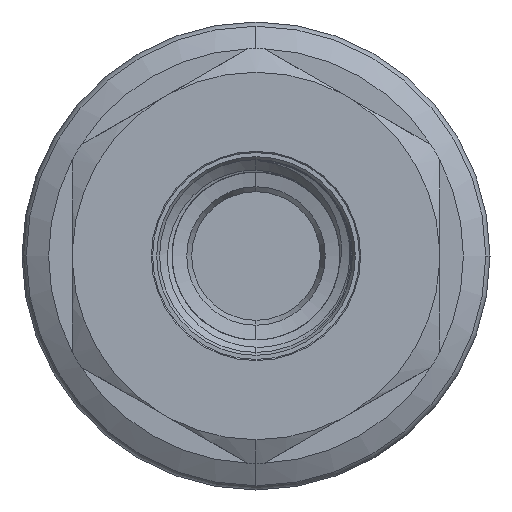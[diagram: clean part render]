
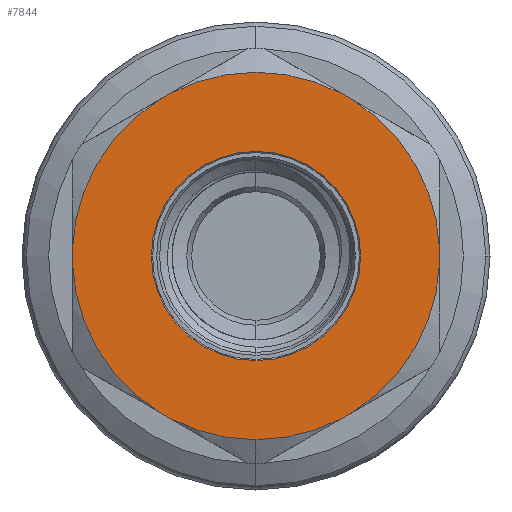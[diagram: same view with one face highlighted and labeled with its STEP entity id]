
A CAD part, left-side view. The second image highlights one B-rep face of the part: STEP entity #7844.
In plain terms, the highlighted planar face has unit normal (-1, 0, 0).
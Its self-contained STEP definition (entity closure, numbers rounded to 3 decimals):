
#1 = DIRECTION ( 'NONE',  ( -1., 0., 0. ) ) ;
#4 = DIRECTION ( 'NONE',  ( 0., 0., 1. ) ) ;
#1876 = DIRECTION ( 'NONE',  ( 0., 0., 1. ) ) ;
#1877 = DIRECTION ( 'NONE',  ( -1., 0., 0. ) ) ;
#2754 = CARTESIAN_POINT ( 'NONE',  ( 0., 0., 0. ) ) ;
#2867 = CARTESIAN_POINT ( 'NONE',  ( 0., 0., 0. ) ) ;
#2870 = PLANE ( 'NONE',  #9788 ) ;
#2872 = DIRECTION ( 'NONE',  ( 1., 0., 0. ) ) ;
#2873 = DIRECTION ( 'NONE',  ( 0., 0., -1. ) ) ;
#3363 = DIRECTION ( 'NONE',  ( -1., 0., 0. ) ) ;
#3367 = CARTESIAN_POINT ( 'NONE',  ( 0., 15.85, -9.151 ) ) ;
#3377 = CARTESIAN_POINT ( 'NONE',  ( 0., 0., 0. ) ) ;
#3379 = CARTESIAN_POINT ( 'NONE',  ( 0., -15.85, -9.151 ) ) ;
#3381 = DIRECTION ( 'NONE',  ( 0., -0.866, -0.5 ) ) ;
#3408 = CARTESIAN_POINT ( 'NONE',  ( 0., 0., 0. ) ) ;
#3409 = DIRECTION ( 'NONE',  ( -1., 0., 0. ) ) ;
#3410 = DIRECTION ( 'NONE',  ( 0., 0., 1. ) ) ;
#3502 = CARTESIAN_POINT ( 'NONE',  ( 0., 0., -18.302 ) ) ;
#3520 = DIRECTION ( 'NONE',  ( 0., 0., 1. ) ) ;
#3537 = DIRECTION ( 'NONE',  ( 0., 0., 1. ) ) ;
#3642 = EDGE_LOOP ( 'NONE', ( #7736, #7737, #7738, #7739, #7740, #7741, #7742, #7743, #7744, #7745, #7746, #7747, #7748 ) ) ;
#3757 = EDGE_LOOP ( 'NONE', ( #7749, #7750 ) ) ;
#3876 = FACE_OUTER_BOUND ( 'NONE', #3642, .T. ) ;
#3886 = FACE_BOUND ( 'NONE', #3757, .T. ) ;
#4193 = AXIS2_PLACEMENT_3D ( 'NONE', #2754, #1877, #1876 ) ;
#4753 = CIRCLE ( 'NONE', #9689, 15.86 ) ;
#4840 = CIRCLE ( 'NONE', #9725, 15.86 ) ;
#4869 = CIRCLE ( 'NONE', #9742, 15.86 ) ;
#4870 = LINE ( 'NONE', #3367, #4872 ) ;
#4871 = CIRCLE ( 'NONE', #9743, 15.86 ) ;
#4872 = VECTOR ( 'NONE', #3381, 1000. ) ;
#4873 = LINE ( 'NONE', #3379, #4875 ) ;
#4874 = CIRCLE ( 'NONE', #9746, 15.86 ) ;
#4875 = VECTOR ( 'NONE', #3520, 1000. ) ;
#4876 = LINE ( 'NONE', #3502, #4877 ) ;
#4877 = VECTOR ( 'NONE', #10786, 1000. ) ;
#4879 = CIRCLE ( 'NONE', #9744, 15.86 ) ;
#4880 = LINE ( 'NONE', #10759, #4882 ) ;
#4882 = VECTOR ( 'NONE', #10742, 1000. ) ;
#4922 = CIRCLE ( 'NONE', #9620, 9.03 ) ;
#4927 = LINE ( 'NONE', #11871, #4930 ) ;
#4929 = LINE ( 'NONE', #11868, #4932 ) ;
#4930 = VECTOR ( 'NONE', #11856, 1000. ) ;
#4931 = CIRCLE ( 'NONE', #9583, 15.86 ) ;
#4932 = VECTOR ( 'NONE', #11869, 1000. ) ;
#5293 = CARTESIAN_POINT ( 'NONE',  ( 0., 8.413, 13.445 ) ) ;
#5317 = CARTESIAN_POINT ( 'NONE',  ( 0., 15.85, -0.563 ) ) ;
#5378 = CARTESIAN_POINT ( 'NONE',  ( 0., -7.437, -14.008 ) ) ;
#5380 = CARTESIAN_POINT ( 'NONE',  ( 0., -7.437, 14.008 ) ) ;
#5431 = CARTESIAN_POINT ( 'NONE',  ( 0., -8.413, -13.445 ) ) ;
#5496 = CARTESIAN_POINT ( 'NONE',  ( 0., 8.413, -13.445 ) ) ;
#5500 = CARTESIAN_POINT ( 'NONE',  ( 0., 7.437, 14.008 ) ) ;
#5530 = CARTESIAN_POINT ( 'NONE',  ( 0., 7.437, -14.008 ) ) ;
#5535 = CARTESIAN_POINT ( 'NONE',  ( 0., -8.413, 13.445 ) ) ;
#5544 = CARTESIAN_POINT ( 'NONE',  ( 0., -15.85, 0.563 ) ) ;
#5557 = CARTESIAN_POINT ( 'NONE',  ( 0., 15.85, 0.563 ) ) ;
#5562 = CARTESIAN_POINT ( 'NONE',  ( 0., -15.85, -0.563 ) ) ;
#5595 = CARTESIAN_POINT ( 'NONE',  ( 0., 0., 9.03 ) ) ;
#5635 = CARTESIAN_POINT ( 'NONE',  ( 0., 0., -15.86 ) ) ;
#5654 = CARTESIAN_POINT ( 'NONE',  ( 0., 0., -9.03 ) ) ;
#6471 = VERTEX_POINT ( 'NONE', #5595 ) ;
#6527 = VERTEX_POINT ( 'NONE', #5378 ) ;
#6530 = VERTEX_POINT ( 'NONE', #5654 ) ;
#6554 = VERTEX_POINT ( 'NONE', #5635 ) ;
#6652 = VERTEX_POINT ( 'NONE', #5557 ) ;
#6653 = VERTEX_POINT ( 'NONE', #5293 ) ;
#6654 = VERTEX_POINT ( 'NONE', #5500 ) ;
#6655 = VERTEX_POINT ( 'NONE', #5380 ) ;
#6656 = VERTEX_POINT ( 'NONE', #5535 ) ;
#6657 = VERTEX_POINT ( 'NONE', #5544 ) ;
#6658 = VERTEX_POINT ( 'NONE', #5562 ) ;
#6660 = VERTEX_POINT ( 'NONE', #5530 ) ;
#6661 = VERTEX_POINT ( 'NONE', #5431 ) ;
#6665 = VERTEX_POINT ( 'NONE', #5496 ) ;
#6671 = VERTEX_POINT ( 'NONE', #5317 ) ;
#7152 = DIRECTION ( 'NONE',  ( 0., 0., 1. ) ) ;
#7154 = DIRECTION ( 'NONE',  ( -1., 0., 0. ) ) ;
#7155 = CARTESIAN_POINT ( 'NONE',  ( 0., 0., 0. ) ) ;
#7736 = ORIENTED_EDGE ( 'NONE', *, *, #8762, .T. ) ;
#7737 = ORIENTED_EDGE ( 'NONE', *, *, #8763, .T. ) ;
#7738 = ORIENTED_EDGE ( 'NONE', *, *, #8766, .T. ) ;
#7739 = ORIENTED_EDGE ( 'NONE', *, *, #8733, .T. ) ;
#7740 = ORIENTED_EDGE ( 'NONE', *, *, #8767, .T. ) ;
#7741 = ORIENTED_EDGE ( 'NONE', *, *, #8764, .T. ) ;
#7742 = ORIENTED_EDGE ( 'NONE', *, *, #8765, .T. ) ;
#7743 = ORIENTED_EDGE ( 'NONE', *, *, #8770, .T. ) ;
#7744 = ORIENTED_EDGE ( 'NONE', *, *, #8771, .T. ) ;
#7745 = ORIENTED_EDGE ( 'NONE', *, *, #8654, .T. ) ;
#7746 = ORIENTED_EDGE ( 'NONE', *, *, #8812, .T. ) ;
#7747 = ORIENTED_EDGE ( 'NONE', *, *, #8813, .T. ) ;
#7748 = ORIENTED_EDGE ( 'NONE', *, *, #8811, .T. ) ;
#7749 = ORIENTED_EDGE ( 'NONE', *, *, #8807, .F. ) ;
#7750 = ORIENTED_EDGE ( 'NONE', *, *, #9315, .F. ) ;
#7844 = ADVANCED_FACE ( 'NONE', ( #3876, #3886 ), #2870, .F. ) ;
#8654 = EDGE_CURVE ( 'NONE', #6655, #6654, #4753, .T. ) ;
#8733 = EDGE_CURVE ( 'NONE', #6554, #6527, #4840, .T. ) ;
#8762 = EDGE_CURVE ( 'NONE', #6671, #6665, #4869, .T. ) ;
#8763 = EDGE_CURVE ( 'NONE', #6665, #6660, #4870, .T. ) ;
#8764 = EDGE_CURVE ( 'NONE', #6661, #6658, #4871, .T. ) ;
#8765 = EDGE_CURVE ( 'NONE', #6658, #6657, #4873, .T. ) ;
#8766 = EDGE_CURVE ( 'NONE', #6660, #6554, #4874, .T. ) ;
#8767 = EDGE_CURVE ( 'NONE', #6527, #6661, #4876, .T. ) ;
#8770 = EDGE_CURVE ( 'NONE', #6657, #6656, #4879, .T. ) ;
#8771 = EDGE_CURVE ( 'NONE', #6656, #6655, #4880, .T. ) ;
#8807 = EDGE_CURVE ( 'NONE', #6471, #6530, #4922, .T. ) ;
#8811 = EDGE_CURVE ( 'NONE', #6652, #6671, #4927, .T. ) ;
#8812 = EDGE_CURVE ( 'NONE', #6654, #6653, #4929, .T. ) ;
#8813 = EDGE_CURVE ( 'NONE', #6653, #6652, #4931, .T. ) ;
#9315 = EDGE_CURVE ( 'NONE', #6530, #6471, #10160, .T. ) ;
#9583 = AXIS2_PLACEMENT_3D ( 'NONE', #11861, #1, #4 ) ;
#9620 = AXIS2_PLACEMENT_3D ( 'NONE', #10834, #10838, #10875 ) ;
#9689 = AXIS2_PLACEMENT_3D ( 'NONE', #7155, #7154, #7152 ) ;
#9725 = AXIS2_PLACEMENT_3D ( 'NONE', #3408, #3409, #3410 ) ;
#9742 = AXIS2_PLACEMENT_3D ( 'NONE', #3377, #3363, #3537 ) ;
#9743 = AXIS2_PLACEMENT_3D ( 'NONE', #10820, #10821, #10785 ) ;
#9744 = AXIS2_PLACEMENT_3D ( 'NONE', #10687, #10746, #10675 ) ;
#9746 = AXIS2_PLACEMENT_3D ( 'NONE', #10864, #10812, #10818 ) ;
#9788 = AXIS2_PLACEMENT_3D ( 'NONE', #2867, #2872, #2873 ) ;
#10160 = CIRCLE ( 'NONE', #4193, 9.03 ) ;
#10675 = DIRECTION ( 'NONE',  ( 0., 0., 1. ) ) ;
#10687 = CARTESIAN_POINT ( 'NONE',  ( 0., 0., 0. ) ) ;
#10742 = DIRECTION ( 'NONE',  ( 0., 0.866, 0.5 ) ) ;
#10746 = DIRECTION ( 'NONE',  ( -1., 0., 0. ) ) ;
#10759 = CARTESIAN_POINT ( 'NONE',  ( 0., -15.85, 9.151 ) ) ;
#10785 = DIRECTION ( 'NONE',  ( 0., 0., 1. ) ) ;
#10786 = DIRECTION ( 'NONE',  ( 0., -0.866, 0.5 ) ) ;
#10812 = DIRECTION ( 'NONE',  ( -1., 0., 0. ) ) ;
#10818 = DIRECTION ( 'NONE',  ( 0., 0., 1. ) ) ;
#10820 = CARTESIAN_POINT ( 'NONE',  ( 0., 0., 0. ) ) ;
#10821 = DIRECTION ( 'NONE',  ( -1., 0., 0. ) ) ;
#10834 = CARTESIAN_POINT ( 'NONE',  ( 0., 0., 0. ) ) ;
#10838 = DIRECTION ( 'NONE',  ( -1., 0., 0. ) ) ;
#10864 = CARTESIAN_POINT ( 'NONE',  ( 0., 0., 0. ) ) ;
#10875 = DIRECTION ( 'NONE',  ( 0., 0., 1. ) ) ;
#11856 = DIRECTION ( 'NONE',  ( 0., 0., -1. ) ) ;
#11861 = CARTESIAN_POINT ( 'NONE',  ( 0., 0., 0. ) ) ;
#11868 = CARTESIAN_POINT ( 'NONE',  ( 0., 0., 18.302 ) ) ;
#11869 = DIRECTION ( 'NONE',  ( 0., 0.866, -0.5 ) ) ;
#11871 = CARTESIAN_POINT ( 'NONE',  ( 0., 15.85, 9.151 ) ) ;
